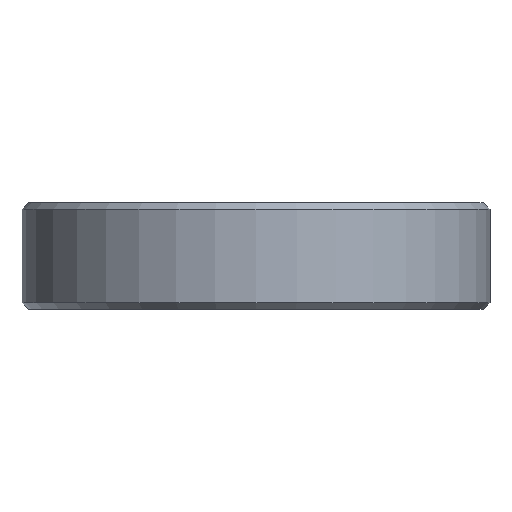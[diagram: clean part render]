
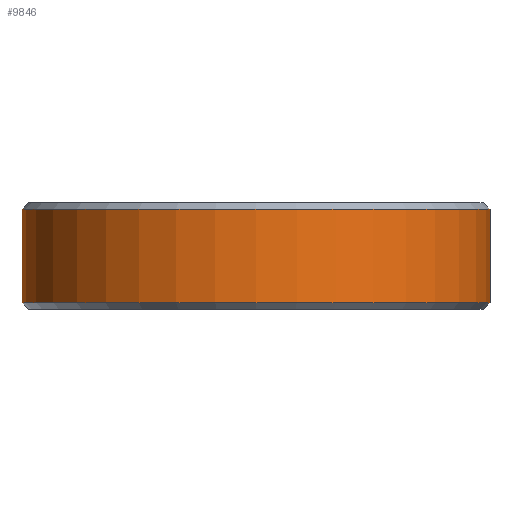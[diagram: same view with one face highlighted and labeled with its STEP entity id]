
A CAD part, front view. The second image highlights one B-rep face of the part: STEP entity #9846.
In plain terms, the highlighted cylindrical face has radius 8.75 mm (diameter 17.5 mm), a partial arc.
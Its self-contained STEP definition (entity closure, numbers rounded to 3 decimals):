
#476 = CARTESIAN_POINT ( 'NONE',  ( 0., 0., -30.75 ) ) ;
#1114 = CYLINDRICAL_SURFACE ( 'NONE', #10351, 8.75 ) ;
#1395 = DIRECTION ( 'NONE',  ( 1., 0., 0. ) ) ;
#2470 = CARTESIAN_POINT ( 'NONE',  ( 8.75, 0., -30.75 ) ) ;
#3244 = CARTESIAN_POINT ( 'NONE',  ( 8.75, 0., -34.5 ) ) ;
#3448 = DIRECTION ( 'NONE',  ( 0., 0., 1. ) ) ;
#3801 = ORIENTED_EDGE ( 'NONE', *, *, #10398, .T. ) ;
#3933 = EDGE_CURVE ( 'NONE', #9317, #7743, #8499, .T. ) ;
#3934 = ORIENTED_EDGE ( 'NONE', *, *, #3933, .T. ) ;
#3944 = ORIENTED_EDGE ( 'NONE', *, *, #10309, .T. ) ;
#4066 = CARTESIAN_POINT ( 'NONE',  ( 0., 0., -34.25 ) ) ;
#4090 = ORIENTED_EDGE ( 'NONE', *, *, #11056, .F. ) ;
#4504 = VERTEX_POINT ( 'NONE', #4980 ) ;
#4964 = DIRECTION ( 'NONE',  ( 1., 0., 0. ) ) ;
#4980 = CARTESIAN_POINT ( 'NONE',  ( -8.75, 0., -34.25 ) ) ;
#5030 = VERTEX_POINT ( 'NONE', #5982 ) ;
#5530 = CARTESIAN_POINT ( 'NONE',  ( -8.75, 0., -34.5 ) ) ;
#5602 = FACE_OUTER_BOUND ( 'NONE', #11534, .T. ) ;
#5982 = CARTESIAN_POINT ( 'NONE',  ( -8.75, 0., -30.75 ) ) ;
#6002 = DIRECTION ( 'NONE',  ( 0., 0., 1. ) ) ;
#6150 = CARTESIAN_POINT ( 'NONE',  ( 0., 0., -34.5 ) ) ;
#6719 = DIRECTION ( 'NONE',  ( 0., 0., -1. ) ) ;
#7538 = VECTOR ( 'NONE', #3448, 1000. ) ;
#7730 = DIRECTION ( 'NONE',  ( 1., 0., 0. ) ) ;
#7743 = VERTEX_POINT ( 'NONE', #2470 ) ;
#8499 = LINE ( 'NONE', #3244, #7538 ) ;
#8967 = LINE ( 'NONE', #5530, #10090 ) ;
#9134 = AXIS2_PLACEMENT_3D ( 'NONE', #476, #6719, #1395 ) ;
#9317 = VERTEX_POINT ( 'NONE', #11514 ) ;
#9377 = CIRCLE ( 'NONE', #9134, 8.75 ) ;
#9741 = AXIS2_PLACEMENT_3D ( 'NONE', #4066, #10248, #4964 ) ;
#9846 = ADVANCED_FACE ( 'NONE', ( #5602 ), #1114, .T. ) ;
#10090 = VECTOR ( 'NONE', #10816, 1000. ) ;
#10248 = DIRECTION ( 'NONE',  ( 0., 0., 1. ) ) ;
#10309 = EDGE_CURVE ( 'NONE', #4504, #9317, #10924, .T. ) ;
#10351 = AXIS2_PLACEMENT_3D ( 'NONE', #6150, #6002, #7730 ) ;
#10398 = EDGE_CURVE ( 'NONE', #7743, #5030, #9377, .T. ) ;
#10816 = DIRECTION ( 'NONE',  ( 0., 0., 1. ) ) ;
#10924 = CIRCLE ( 'NONE', #9741, 8.75 ) ;
#11056 = EDGE_CURVE ( 'NONE', #4504, #5030, #8967, .T. ) ;
#11514 = CARTESIAN_POINT ( 'NONE',  ( 8.75, 0., -34.25 ) ) ;
#11534 = EDGE_LOOP ( 'NONE', ( #4090, #3944, #3934, #3801 ) ) ;
